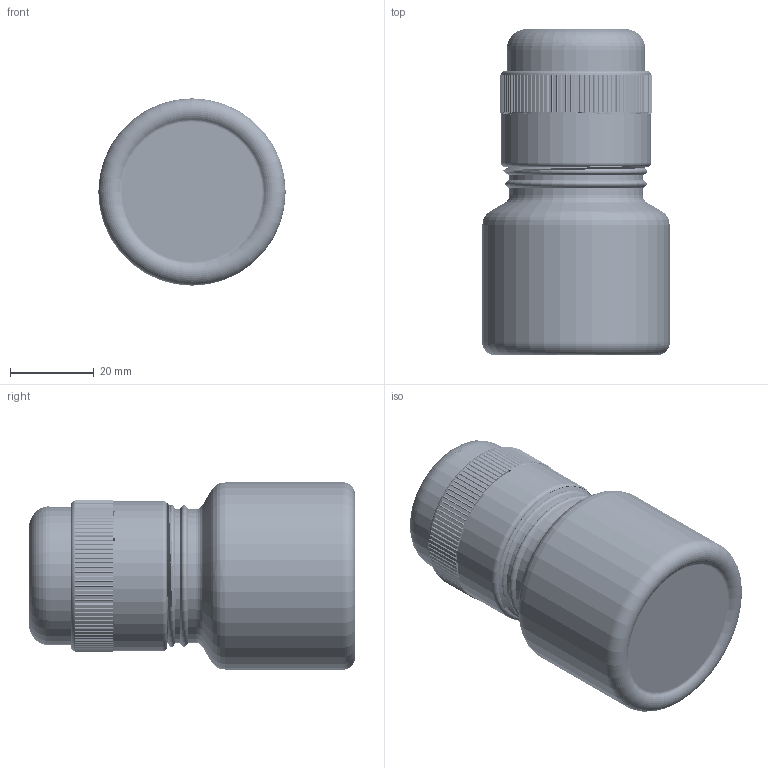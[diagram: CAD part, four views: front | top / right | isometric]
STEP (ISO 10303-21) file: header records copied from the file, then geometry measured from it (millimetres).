
FILE_DESCRIPTION(('FreeCAD Model'),'2;1');
FILE_NAME('Open CASCADE Shape Model','2025-04-29T06:10:30',('FreeCAD'),( 'FreeCAD'),'Open CASCADE STEP processor 7.6','FreeCAD','Unknown');
FILE_SCHEMA(('AUTOMOTIVE_DESIGN { 1 0 10303 214 1 1 1 1 }'));
Products named in the file (1): Open CASCADE STEP translator 7.6 1
Bounding box: 44.8 x 77.99 x 44.8 mm (x, y, z)
Volume: 28873.1 mm3; surface area: 55718.8 mm2
Topology: 178 solids, 181 shells, 1533 faces, 3815 edges, 2150 vertices
Faces by surface type: plane 519, cylinder 386, sphere 284, torus 256, bspline 68, cone 20
Entity records: 174565 total; most frequent: CARTESIAN_POINT 139951, DIRECTION 8068, ORIENTED_EDGE 6515, AXIS2_PLACEMENT_3D 3451, EDGE_CURVE 3267, VERTEX_POINT 2150, CIRCLE 1959, FACE_BOUND 1645
